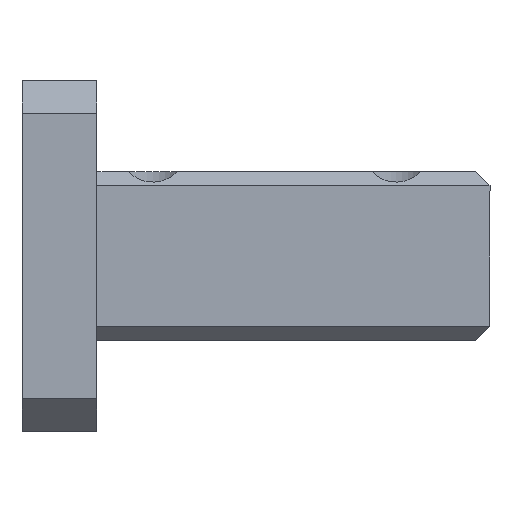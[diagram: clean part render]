
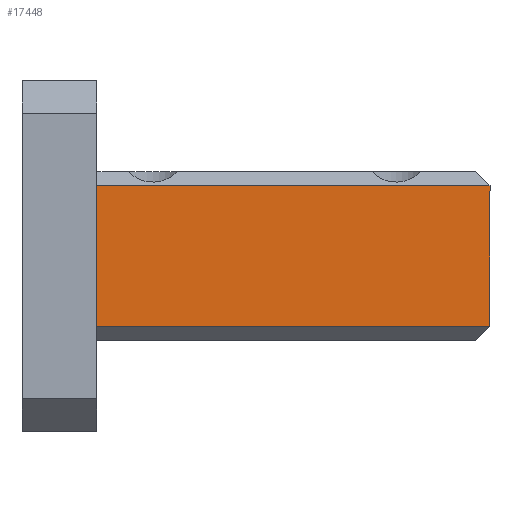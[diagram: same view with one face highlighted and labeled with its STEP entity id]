
A CAD part, front view. The second image highlights one B-rep face of the part: STEP entity #17448.
In plain terms, the highlighted planar face has unit normal (0, -1, 0).
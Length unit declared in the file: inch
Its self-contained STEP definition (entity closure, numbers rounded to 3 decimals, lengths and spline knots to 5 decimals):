
#30 = DIRECTION ( 'NONE',  ( 0., 1., 0. ) ) ;
#1120 = VECTOR ( 'NONE', #5383, 39.37008 ) ;
#1714 = ORIENTED_EDGE ( 'NONE', *, *, #26831, .F. ) ;
#1836 = EDGE_CURVE ( 'NONE', #4796, #2875, #25028, .T. ) ;
#1929 = CARTESIAN_POINT ( 'NONE',  ( -0.34, -0.225, 0.525 ) ) ;
#2014 = CARTESIAN_POINT ( 'NONE',  ( -0.34, -0.225, 0.525 ) ) ;
#2771 = CARTESIAN_POINT ( 'NONE',  ( -0.34, -0.225, 0. ) ) ;
#2875 = VERTEX_POINT ( 'NONE', #10203 ) ;
#3927 = CARTESIAN_POINT ( 'NONE',  ( 0.5, -0.225, 0. ) ) ;
#4796 = VERTEX_POINT ( 'NONE', #22887 ) ;
#5383 = DIRECTION ( 'NONE',  ( 0., 0., 1. ) ) ;
#6712 = CARTESIAN_POINT ( 'NONE',  ( 0.5, -0.225, 0. ) ) ;
#7179 = ORIENTED_EDGE ( 'NONE', *, *, #7670, .T. ) ;
#7670 = EDGE_CURVE ( 'NONE', #11399, #25716, #22090, .T. ) ;
#8975 = VECTOR ( 'NONE', #17800, 39.37008 ) ;
#8983 = EDGE_CURVE ( 'NONE', #2875, #11399, #23420, .T. ) ;
#10203 = CARTESIAN_POINT ( 'NONE',  ( 0.5, -0.225, 0.225 ) ) ;
#10493 = DIRECTION ( 'NONE',  ( 0., 0., 1. ) ) ;
#11371 = VECTOR ( 'NONE', #11669, 39.37008 ) ;
#11399 = VERTEX_POINT ( 'NONE', #26495 ) ;
#11669 = DIRECTION ( 'NONE',  ( 1., 0., 0. ) ) ;
#14065 = CARTESIAN_POINT ( 'NONE',  ( 0.5, -0.225, 0.225 ) ) ;
#15206 = EDGE_LOOP ( 'NONE', ( #1714, #25252, #24479, #7179 ) ) ;
#16197 = VECTOR ( 'NONE', #10493, 39.37008 ) ;
#17448 = ADVANCED_FACE ( 'NONE', ( #25620 ), #21255, .F. ) ;
#17800 = DIRECTION ( 'NONE',  ( -1., 0., 0. ) ) ;
#19538 = DIRECTION ( 'NONE',  ( -1., 0., 0. ) ) ;
#21255 = PLANE ( 'NONE',  #26586 ) ;
#22090 = LINE ( 'NONE', #2014, #8975 ) ;
#22887 = CARTESIAN_POINT ( 'NONE',  ( -0.34, -0.225, 0.225 ) ) ;
#23420 = LINE ( 'NONE', #3927, #16197 ) ;
#24479 = ORIENTED_EDGE ( 'NONE', *, *, #8983, .T. ) ;
#25028 = LINE ( 'NONE', #14065, #11371 ) ;
#25252 = ORIENTED_EDGE ( 'NONE', *, *, #1836, .T. ) ;
#25620 = FACE_OUTER_BOUND ( 'NONE', #15206, .T. ) ;
#25716 = VERTEX_POINT ( 'NONE', #1929 ) ;
#26495 = CARTESIAN_POINT ( 'NONE',  ( 0.5, -0.225, 0.525 ) ) ;
#26586 = AXIS2_PLACEMENT_3D ( 'NONE', #6712, #30, #19538 ) ;
#26831 = EDGE_CURVE ( 'NONE', #4796, #25716, #27325, .T. ) ;
#27325 = LINE ( 'NONE', #2771, #1120 ) ;
